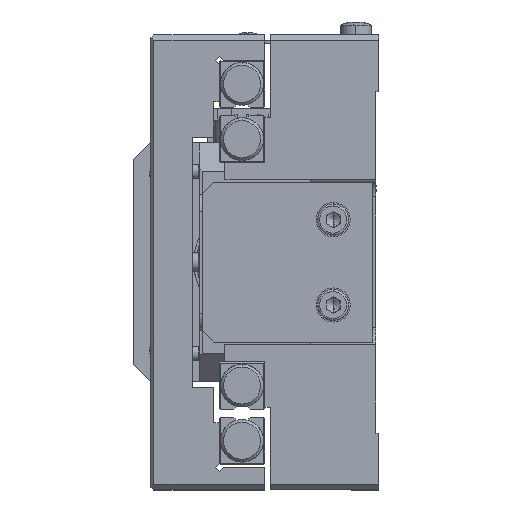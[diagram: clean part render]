
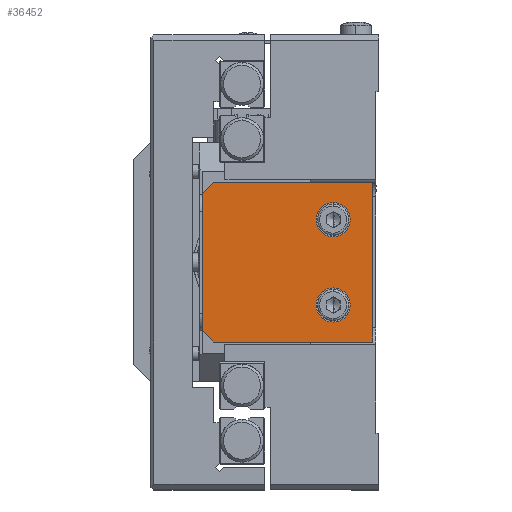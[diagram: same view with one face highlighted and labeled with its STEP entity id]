
A CAD part, left-side view. The second image highlights one B-rep face of the part: STEP entity #36452.
In plain terms, the highlighted planar face has unit normal (-1, 0, 0).
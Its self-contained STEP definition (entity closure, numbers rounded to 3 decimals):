
#411 = EDGE_CURVE ( 'NONE', #44309, #15453, #41410, .T. ) ;
#571 = CARTESIAN_POINT ( 'NONE',  ( -65., 31., -12. ) ) ;
#725 = CIRCLE ( 'NONE', #31850, 3. ) ;
#846 = ORIENTED_EDGE ( 'NONE', *, *, #36055, .F. ) ;
#1520 = ORIENTED_EDGE ( 'NONE', *, *, #13240, .F. ) ;
#1633 = VERTEX_POINT ( 'NONE', #20407 ) ;
#1642 = ORIENTED_EDGE ( 'NONE', *, *, #34365, .T. ) ;
#2936 = DIRECTION ( 'NONE',  ( 0., 0., 1. ) ) ;
#5272 = ORIENTED_EDGE ( 'NONE', *, *, #26356, .F. ) ;
#7815 = AXIS2_PLACEMENT_3D ( 'NONE', #10402, #10557, #35209 ) ;
#8101 = VECTOR ( 'NONE', #43868, 1000. ) ;
#8249 = CARTESIAN_POINT ( 'NONE',  ( -65., 8., -10.5 ) ) ;
#9898 = ORIENTED_EDGE ( 'NONE', *, *, #36295, .T. ) ;
#10402 = CARTESIAN_POINT ( 'NONE',  ( -65., 8., -7.5 ) ) ;
#10557 = DIRECTION ( 'NONE',  ( -1., 0., 0. ) ) ;
#11167 = CIRCLE ( 'NONE', #28595, 3. ) ;
#12199 = DIRECTION ( 'NONE',  ( 0., 0., 1. ) ) ;
#12629 = ORIENTED_EDGE ( 'NONE', *, *, #14423, .F. ) ;
#13030 = CARTESIAN_POINT ( 'NONE',  ( -65., 8., 10.5 ) ) ;
#13240 = EDGE_CURVE ( 'NONE', #16067, #21458, #22809, .T. ) ;
#13828 = DIRECTION ( 'NONE',  ( 1., 0., 0. ) ) ;
#13868 = LINE ( 'NONE', #571, #46634 ) ;
#14328 = VERTEX_POINT ( 'NONE', #14871 ) ;
#14423 = EDGE_CURVE ( 'NONE', #21200, #14328, #44139, .T. ) ;
#14750 = CARTESIAN_POINT ( 'NONE',  ( -65., 1., 14. ) ) ;
#14871 = CARTESIAN_POINT ( 'NONE',  ( -65., 31., 12. ) ) ;
#14918 = EDGE_CURVE ( 'NONE', #15453, #20003, #31108, .T. ) ;
#15453 = VERTEX_POINT ( 'NONE', #14750 ) ;
#16067 = VERTEX_POINT ( 'NONE', #41273 ) ;
#17307 = AXIS2_PLACEMENT_3D ( 'NONE', #20136, #13828, #35485 ) ;
#17722 = DIRECTION ( 'NONE',  ( -1., 0., 0. ) ) ;
#17790 = VERTEX_POINT ( 'NONE', #38381 ) ;
#18096 = VECTOR ( 'NONE', #44001, 1000. ) ;
#18184 = VECTOR ( 'NONE', #37293, 1000. ) ;
#18603 = CARTESIAN_POINT ( 'NONE',  ( -65., 1., 14. ) ) ;
#19820 = CARTESIAN_POINT ( 'NONE',  ( -65., 29., 14. ) ) ;
#20003 = VERTEX_POINT ( 'NONE', #34978 ) ;
#20136 = CARTESIAN_POINT ( 'NONE',  ( -65., 16., 0. ) ) ;
#20378 = ORIENTED_EDGE ( 'NONE', *, *, #411, .F. ) ;
#20407 = CARTESIAN_POINT ( 'NONE',  ( -65., 29., -14. ) ) ;
#20842 = CARTESIAN_POINT ( 'NONE',  ( -65., 29., 14. ) ) ;
#20905 = VECTOR ( 'NONE', #25168, 1000. ) ;
#21200 = VERTEX_POINT ( 'NONE', #46626 ) ;
#21458 = VERTEX_POINT ( 'NONE', #8249 ) ;
#22809 = CIRCLE ( 'NONE', #7815, 3. ) ;
#22934 = CARTESIAN_POINT ( 'NONE',  ( -65., 8., -7.5 ) ) ;
#24508 = AXIS2_PLACEMENT_3D ( 'NONE', #22934, #33232, #12199 ) ;
#24713 = CARTESIAN_POINT ( 'NONE',  ( -65., 8., 7.5 ) ) ;
#24764 = CARTESIAN_POINT ( 'NONE',  ( -65., 8., 7.5 ) ) ;
#25168 = DIRECTION ( 'NONE',  ( 0., 1., 0. ) ) ;
#25527 = VECTOR ( 'NONE', #41647, 1000. ) ;
#25666 = CIRCLE ( 'NONE', #24508, 3. ) ;
#26342 = CARTESIAN_POINT ( 'NONE',  ( -65., 1., -14. ) ) ;
#26356 = EDGE_CURVE ( 'NONE', #21458, #16067, #25666, .T. ) ;
#28331 = LINE ( 'NONE', #19820, #25527 ) ;
#28521 = DIRECTION ( 'NONE',  ( -1., 0., 0. ) ) ;
#28595 = AXIS2_PLACEMENT_3D ( 'NONE', #24764, #28521, #46371 ) ;
#29717 = EDGE_CURVE ( 'NONE', #17790, #34030, #11167, .T. ) ;
#29830 = ORIENTED_EDGE ( 'NONE', *, *, #41211, .F. ) ;
#31108 = LINE ( 'NONE', #26342, #18096 ) ;
#31850 = AXIS2_PLACEMENT_3D ( 'NONE', #24713, #17722, #2936 ) ;
#32285 = FACE_BOUND ( 'NONE', #39860, .T. ) ;
#33232 = DIRECTION ( 'NONE',  ( -1., 0., 0. ) ) ;
#33711 = EDGE_LOOP ( 'NONE', ( #1520, #5272 ) ) ;
#34030 = VERTEX_POINT ( 'NONE', #13030 ) ;
#34365 = EDGE_CURVE ( 'NONE', #21200, #1633, #13868, .T. ) ;
#34481 = LINE ( 'NONE', #36376, #20905 ) ;
#34978 = CARTESIAN_POINT ( 'NONE',  ( -65., 1., -14. ) ) ;
#35209 = DIRECTION ( 'NONE',  ( 0., 0., 1. ) ) ;
#35405 = EDGE_LOOP ( 'NONE', ( #12629, #1642, #29830, #45892, #20378, #9898 ) ) ;
#35485 = DIRECTION ( 'NONE',  ( 0., 0., -1. ) ) ;
#36055 = EDGE_CURVE ( 'NONE', #34030, #17790, #725, .T. ) ;
#36295 = EDGE_CURVE ( 'NONE', #44309, #14328, #28331, .T. ) ;
#36376 = CARTESIAN_POINT ( 'NONE',  ( -65., 1., -14. ) ) ;
#36452 = ADVANCED_FACE ( 'NONE', ( #45261, #32285, #45251 ), #45733, .F. ) ;
#37293 = DIRECTION ( 'NONE',  ( 0., 0., 1. ) ) ;
#37743 = CARTESIAN_POINT ( 'NONE',  ( -65., 31., -14. ) ) ;
#38381 = CARTESIAN_POINT ( 'NONE',  ( -65., 8., 4.5 ) ) ;
#39860 = EDGE_LOOP ( 'NONE', ( #846, #46624 ) ) ;
#41211 = EDGE_CURVE ( 'NONE', #20003, #1633, #34481, .T. ) ;
#41273 = CARTESIAN_POINT ( 'NONE',  ( -65., 8., -4.5 ) ) ;
#41410 = LINE ( 'NONE', #18603, #8101 ) ;
#41647 = DIRECTION ( 'NONE',  ( 0., 0.707, -0.707 ) ) ;
#43868 = DIRECTION ( 'NONE',  ( 0., -1., 0. ) ) ;
#44001 = DIRECTION ( 'NONE',  ( 0., 0., -1. ) ) ;
#44139 = LINE ( 'NONE', #37743, #18184 ) ;
#44309 = VERTEX_POINT ( 'NONE', #20842 ) ;
#45251 = FACE_OUTER_BOUND ( 'NONE', #35405, .T. ) ;
#45261 = FACE_BOUND ( 'NONE', #33711, .T. ) ;
#45733 = PLANE ( 'NONE',  #17307 ) ;
#45892 = ORIENTED_EDGE ( 'NONE', *, *, #14918, .F. ) ;
#46371 = DIRECTION ( 'NONE',  ( 0., 0., 1. ) ) ;
#46624 = ORIENTED_EDGE ( 'NONE', *, *, #29717, .F. ) ;
#46626 = CARTESIAN_POINT ( 'NONE',  ( -65., 31., -12. ) ) ;
#46634 = VECTOR ( 'NONE', #46805, 1000. ) ;
#46805 = DIRECTION ( 'NONE',  ( 0., -0.707, -0.707 ) ) ;
